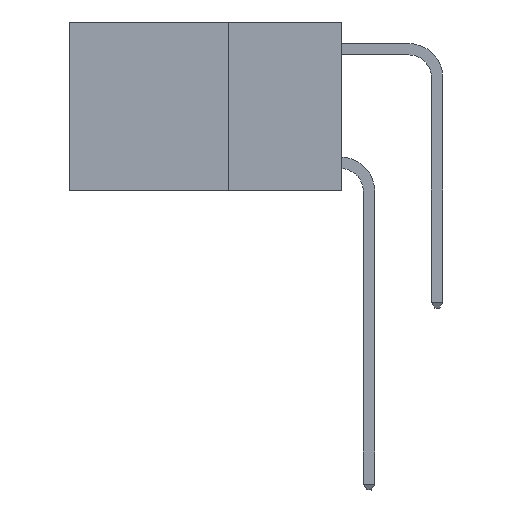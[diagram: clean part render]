
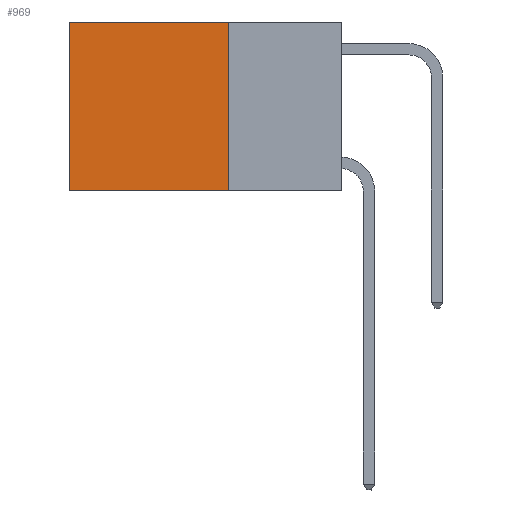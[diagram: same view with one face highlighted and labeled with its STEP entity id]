
A CAD part, left-side view. The second image highlights one B-rep face of the part: STEP entity #969.
In plain terms, the highlighted planar face has unit normal (-1, 0, 0).
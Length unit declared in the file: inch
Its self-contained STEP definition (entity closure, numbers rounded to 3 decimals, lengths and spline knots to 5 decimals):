
#223 = DIRECTION ( 'NONE',  ( 0., 1., 0. ) ) ;
#564 = VECTOR ( 'NONE', #3852, 39.37008 ) ;
#745 = CARTESIAN_POINT ( 'NONE',  ( 0.2625, 0.6, 0. ) ) ;
#969 = ADVANCED_FACE ( 'NONE', ( #14799 ), #21098, .F. ) ;
#1258 = LINE ( 'NONE', #1756, #564 ) ;
#1756 = CARTESIAN_POINT ( 'NONE',  ( 0.2625, 0.25, 0. ) ) ;
#3852 = DIRECTION ( 'NONE',  ( 0., 0., -1. ) ) ;
#4176 = CARTESIAN_POINT ( 'NONE',  ( 0.2625, 0.25, 0. ) ) ;
#4320 = CARTESIAN_POINT ( 'NONE',  ( 0.2625, 0.6, 0. ) ) ;
#4831 = AXIS2_PLACEMENT_3D ( 'NONE', #12969, #6779, #21188 ) ;
#4990 = DIRECTION ( 'NONE',  ( 0., 0., -1. ) ) ;
#5612 = VERTEX_POINT ( 'NONE', #25785 ) ;
#6406 = VECTOR ( 'NONE', #223, 39.37008 ) ;
#6779 = DIRECTION ( 'NONE',  ( 1., 0., 0. ) ) ;
#9697 = ORIENTED_EDGE ( 'NONE', *, *, #23161, .F. ) ;
#10292 = EDGE_CURVE ( 'NONE', #20200, #15738, #18670, .T. ) ;
#12185 = LINE ( 'NONE', #4176, #21788 ) ;
#12609 = ORIENTED_EDGE ( 'NONE', *, *, #10292, .F. ) ;
#12969 = CARTESIAN_POINT ( 'NONE',  ( 0.2625, 0.25, 0. ) ) ;
#14225 = CARTESIAN_POINT ( 'NONE',  ( 0.2625, 0.6, -0.37 ) ) ;
#14799 = FACE_OUTER_BOUND ( 'NONE', #25872, .T. ) ;
#15126 = CARTESIAN_POINT ( 'NONE',  ( 0.2625, 0.25, -0.37 ) ) ;
#15738 = VERTEX_POINT ( 'NONE', #14225 ) ;
#17845 = ORIENTED_EDGE ( 'NONE', *, *, #20260, .T. ) ;
#18600 = VECTOR ( 'NONE', #4990, 39.37008 ) ;
#18670 = LINE ( 'NONE', #21004, #6406 ) ;
#19013 = VERTEX_POINT ( 'NONE', #4320 ) ;
#20113 = EDGE_CURVE ( 'NONE', #5612, #19013, #12185, .T. ) ;
#20200 = VERTEX_POINT ( 'NONE', #15126 ) ;
#20260 = EDGE_CURVE ( 'NONE', #19013, #15738, #23968, .T. ) ;
#20671 = DIRECTION ( 'NONE',  ( 0., 1., 0. ) ) ;
#21004 = CARTESIAN_POINT ( 'NONE',  ( 0.2625, 0.25, -0.37 ) ) ;
#21098 = PLANE ( 'NONE',  #4831 ) ;
#21188 = DIRECTION ( 'NONE',  ( 0., 0., -1. ) ) ;
#21788 = VECTOR ( 'NONE', #20671, 39.37008 ) ;
#22961 = ORIENTED_EDGE ( 'NONE', *, *, #20113, .T. ) ;
#23161 = EDGE_CURVE ( 'NONE', #5612, #20200, #1258, .T. ) ;
#23968 = LINE ( 'NONE', #745, #18600 ) ;
#25785 = CARTESIAN_POINT ( 'NONE',  ( 0.2625, 0.25, 0. ) ) ;
#25872 = EDGE_LOOP ( 'NONE', ( #17845, #12609, #9697, #22961 ) ) ;
